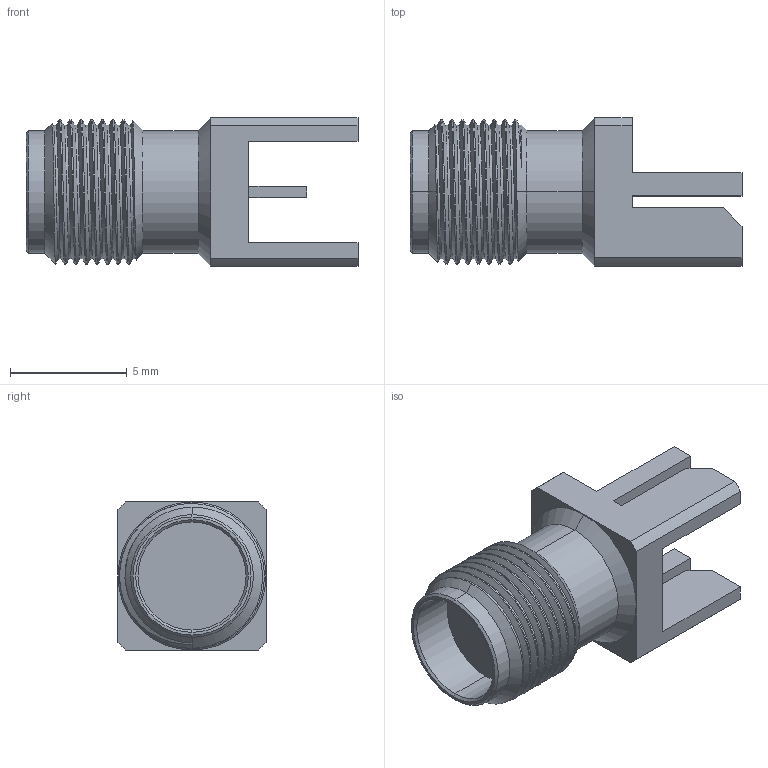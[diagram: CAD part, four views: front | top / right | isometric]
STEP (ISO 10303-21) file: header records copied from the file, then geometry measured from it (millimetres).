
FILE_DESCRIPTION (( 'STEP AP214' ), '1' );
FILE_NAME ('FMCN45918_3D.step', '2023-08-18T22:53:10', ( '' ), ( '' ), 'SwSTEP 2.0', 'SolidWorks 2022', '' );
FILE_SCHEMA (( 'AUTOMOTIVE_DESIGN' ));
Length unit declared in the file: millimetre
Products named in the file (1): FMCN45918_3D
Bounding box: 14.2 x 6.35 x 6.35 mm (x, y, z)
Volume: 259.9 mm3; surface area: 428.3 mm2
Topology: 1 solids, 1 shells, 73 faces, 190 edges, 123 vertices
Faces by surface type: cylinder 30, plane 29, cone 11, bspline 3
Entity records: 3468 total; most frequent: CARTESIAN_POINT 1743, ORIENTED_EDGE 380, DIRECTION 323, EDGE_CURVE 190, VERTEX_POINT 123, LINE 109, VECTOR 109, AXIS2_PLACEMENT_3D 107
